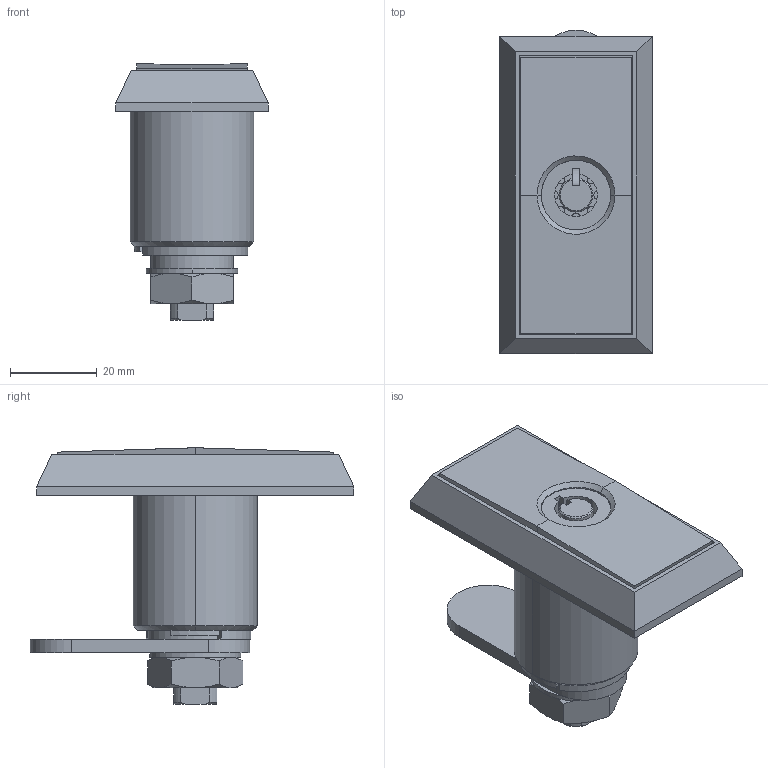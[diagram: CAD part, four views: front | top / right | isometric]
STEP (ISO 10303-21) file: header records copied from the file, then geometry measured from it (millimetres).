
FILE_DESCRIPTION (( 'STEP AP203' ), '1' );
FILE_NAME ('sone3D.STEP', '2013-12-03T05:17:30', ( '' ), ( '' ), 'SwSTEP 2.0', 'SolidWorks 2012', '' );
FILE_SCHEMA (( 'CONFIG_CONTROL_DESIGN' ));
Length unit declared in the file: millimetre
Products named in the file (13): A-403シャフト_; A-403ハンドル_; A-403ハウジング_; sone3D; 六角ナットM12（3種）_JIS B 1181 Hexagon nut - Class 1 Finished M12 --N; 歯付座金M12内歯形; A-403シリンダー錠_; A-40390亱僗僩僢僷乕A_; A-403プラグB_; A-403プラグA_; A-403シリンダー_; A-403止め金_; A-40390亱僗僩僢僷乕B_
Assembly tree (12 placements, depth 3):
  sone3D
    A-403ハウジング_
    A-403ハンドル_
    A-403シャフト_
    A-40390亱僗僩僢僷乕B_
    A-403止め金_
    A-403シリンダー錠_
      A-403シリンダー_
      A-403プラグA_
      A-403プラグB_
      A-40390亱僗僩僢僷乕A_
    歯付座金M12内歯形
    六角ナットM12（3種）_JIS B 1181 Hexagon nut - Class 1 Finished M12 --N
Bounding box: 35 x 74.5 x 59 mm (x, y, z)
Volume: 41005.8 mm3; surface area: 35754.1 mm2
Topology: 11 solids, 11 shells, 322 faces, 822 edges, 530 vertices
Faces by surface type: plane 164, cylinder 118, cone 34, bspline 6
Entity records: 12029 total; most frequent: CARTESIAN_POINT 2670, DIRECTION 1698, ORIENTED_EDGE 1640, EDGE_CURVE 820, AXIS2_PLACEMENT_3D 622, VERTEX_POINT 530, VECTOR 454, LINE 454
